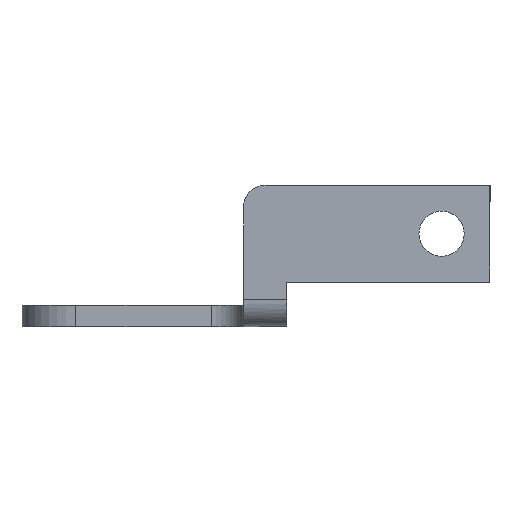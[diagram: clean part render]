
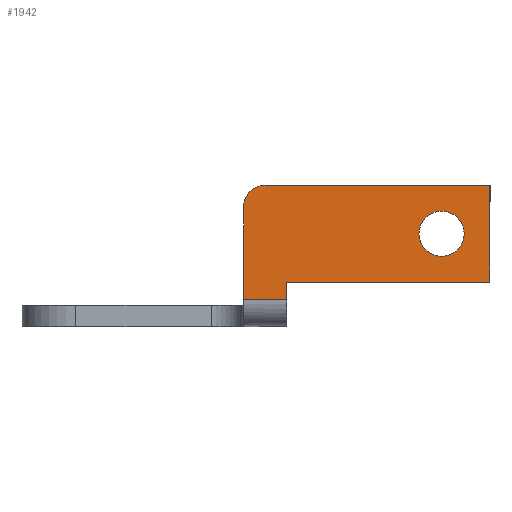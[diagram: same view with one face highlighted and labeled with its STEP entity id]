
A CAD part, left-side view. The second image highlights one B-rep face of the part: STEP entity #1942.
In plain terms, the highlighted planar face has unit normal (-1, 0, 0).
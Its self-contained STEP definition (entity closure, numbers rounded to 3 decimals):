
#159 = EDGE_LOOP ( 'NONE', ( #244, #242 ) ) ;
#161 = EDGE_LOOP ( 'NONE', ( #211, #219, #218, #227, #223, #231, #229 ) ) ;
#211 = ORIENTED_EDGE ( 'NONE', *, *, #376, .F. ) ;
#218 = ORIENTED_EDGE ( 'NONE', *, *, #538, .F. ) ;
#219 = ORIENTED_EDGE ( 'NONE', *, *, #540, .F. ) ;
#223 = ORIENTED_EDGE ( 'NONE', *, *, #532, .F. ) ;
#227 = ORIENTED_EDGE ( 'NONE', *, *, #535, .F. ) ;
#229 = ORIENTED_EDGE ( 'NONE', *, *, #541, .F. ) ;
#231 = ORIENTED_EDGE ( 'NONE', *, *, #529, .F. ) ;
#242 = ORIENTED_EDGE ( 'NONE', *, *, #361, .T. ) ;
#244 = ORIENTED_EDGE ( 'NONE', *, *, #545, .T. ) ;
#361 = EDGE_CURVE ( 'NONE', #2213, #1513, #479, .T. ) ;
#376 = EDGE_CURVE ( 'NONE', #2108, #2241, #1105, .T. ) ;
#452 = CIRCLE ( 'NONE', #1641, 2.1 ) ;
#454 = CIRCLE ( 'NONE', #1660, 2. ) ;
#479 = CIRCLE ( 'NONE', #1608, 2.1 ) ;
#529 = EDGE_CURVE ( 'NONE', #2173, #2098, #454, .T. ) ;
#532 = EDGE_CURVE ( 'NONE', #2098, #2211, #733, .T. ) ;
#535 = EDGE_CURVE ( 'NONE', #2211, #2139, #742, .T. ) ;
#538 = EDGE_CURVE ( 'NONE', #2139, #2120, #751, .T. ) ;
#540 = EDGE_CURVE ( 'NONE', #2120, #2108, #757, .T. ) ;
#541 = EDGE_CURVE ( 'NONE', #2241, #2173, #760, .T. ) ;
#545 = EDGE_CURVE ( 'NONE', #1513, #2213, #452, .T. ) ;
#723 = CARTESIAN_POINT ( 'NONE',  ( -35.25, -22.6, 9.144 ) ) ;
#724 = DIRECTION ( 'NONE',  ( 1., 0., 0. ) ) ;
#725 = DIRECTION ( 'NONE',  ( 0., 0., -1. ) ) ;
#726 = CARTESIAN_POINT ( 'NONE',  ( -35.25, -39., 6.644 ) ) ;
#733 = LINE ( 'NONE', #734, #1647 ) ;
#734 = CARTESIAN_POINT ( 'NONE',  ( -35.25, -43.5, 11.144 ) ) ;
#735 = DIRECTION ( 'NONE',  ( 0., -1., 0. ) ) ;
#742 = LINE ( 'NONE', #743, #1644 ) ;
#743 = CARTESIAN_POINT ( 'NONE',  ( -35.25, -43.5, 2.144 ) ) ;
#744 = DIRECTION ( 'NONE',  ( 0., 0., -1. ) ) ;
#751 = LINE ( 'NONE', #752, #1640 ) ;
#752 = CARTESIAN_POINT ( 'NONE',  ( -35.25, -24.6, 2.144 ) ) ;
#753 = DIRECTION ( 'NONE',  ( 0., 1., 0. ) ) ;
#757 = LINE ( 'NONE', #758, #1638 ) ;
#758 = CARTESIAN_POINT ( 'NONE',  ( -35.25, -24.6, 2.144 ) ) ;
#759 = DIRECTION ( 'NONE',  ( 0., 0., -1. ) ) ;
#760 = LINE ( 'NONE', #761, #1791 ) ;
#761 = CARTESIAN_POINT ( 'NONE',  ( -35.25, -20.6, 9.144 ) ) ;
#762 = DIRECTION ( 'NONE',  ( 0., 0., 1. ) ) ;
#772 = DIRECTION ( 'NONE',  ( 1., 0., 0. ) ) ;
#773 = DIRECTION ( 'NONE',  ( 0., 0., -1. ) ) ;
#777 = CARTESIAN_POINT ( 'NONE',  ( -35.25, -39., 4.544 ) ) ;
#1066 = CARTESIAN_POINT ( 'NONE',  ( -35.25, -39., 6.644 ) ) ;
#1067 = DIRECTION ( 'NONE',  ( 1., 0., 0. ) ) ;
#1068 = DIRECTION ( 'NONE',  ( 0., 0., -1. ) ) ;
#1105 = LINE ( 'NONE', #1106, #1588 ) ;
#1106 = CARTESIAN_POINT ( 'NONE',  ( -35.25, -19.6, 0.5 ) ) ;
#1107 = DIRECTION ( 'NONE',  ( 0., 1., 0. ) ) ;
#1218 = PLANE ( 'NONE',  #1787 ) ;
#1219 = CARTESIAN_POINT ( 'NONE',  ( -35.25, -19.6, -65.856 ) ) ;
#1220 = DIRECTION ( 'NONE',  ( 1., 0., 0. ) ) ;
#1221 = DIRECTION ( 'NONE',  ( 0., 0., -1. ) ) ;
#1417 = CARTESIAN_POINT ( 'NONE',  ( -35.25, -22.6, 11.144 ) ) ;
#1420 = CARTESIAN_POINT ( 'NONE',  ( -35.25, -24.6, 0.5 ) ) ;
#1423 = CARTESIAN_POINT ( 'NONE',  ( -35.25, -24.6, 2.144 ) ) ;
#1428 = CARTESIAN_POINT ( 'NONE',  ( -35.25, -43.5, 2.144 ) ) ;
#1437 = CARTESIAN_POINT ( 'NONE',  ( -35.25, -20.6, 9.144 ) ) ;
#1451 = CARTESIAN_POINT ( 'NONE',  ( -35.25, -43.5, 11.144 ) ) ;
#1452 = CARTESIAN_POINT ( 'NONE',  ( -35.25, -39., 8.744 ) ) ;
#1462 = CARTESIAN_POINT ( 'NONE',  ( -35.25, -20.6, 0.5 ) ) ;
#1513 = VERTEX_POINT ( 'NONE', #777 ) ;
#1588 = VECTOR ( 'NONE', #1107, 1000. ) ;
#1608 = AXIS2_PLACEMENT_3D ( 'NONE', #1066, #1067, #1068 ) ;
#1638 = VECTOR ( 'NONE', #759, 1000. ) ;
#1640 = VECTOR ( 'NONE', #753, 1000. ) ;
#1641 = AXIS2_PLACEMENT_3D ( 'NONE', #726, #772, #773 ) ;
#1644 = VECTOR ( 'NONE', #744, 1000. ) ;
#1647 = VECTOR ( 'NONE', #735, 1000. ) ;
#1660 = AXIS2_PLACEMENT_3D ( 'NONE', #723, #724, #725 ) ;
#1787 = AXIS2_PLACEMENT_3D ( 'NONE', #1219, #1220, #1221 ) ;
#1791 = VECTOR ( 'NONE', #762, 1000. ) ;
#1834 = FACE_OUTER_BOUND ( 'NONE', #161, .T. ) ;
#1884 = FACE_BOUND ( 'NONE', #159, .T. ) ;
#1942 = ADVANCED_FACE ( 'NONE', ( #1834, #1884 ), #1218, .F. ) ;
#2098 = VERTEX_POINT ( 'NONE', #1417 ) ;
#2108 = VERTEX_POINT ( 'NONE', #1420 ) ;
#2120 = VERTEX_POINT ( 'NONE', #1423 ) ;
#2139 = VERTEX_POINT ( 'NONE', #1428 ) ;
#2173 = VERTEX_POINT ( 'NONE', #1437 ) ;
#2211 = VERTEX_POINT ( 'NONE', #1451 ) ;
#2213 = VERTEX_POINT ( 'NONE', #1452 ) ;
#2241 = VERTEX_POINT ( 'NONE', #1462 ) ;
